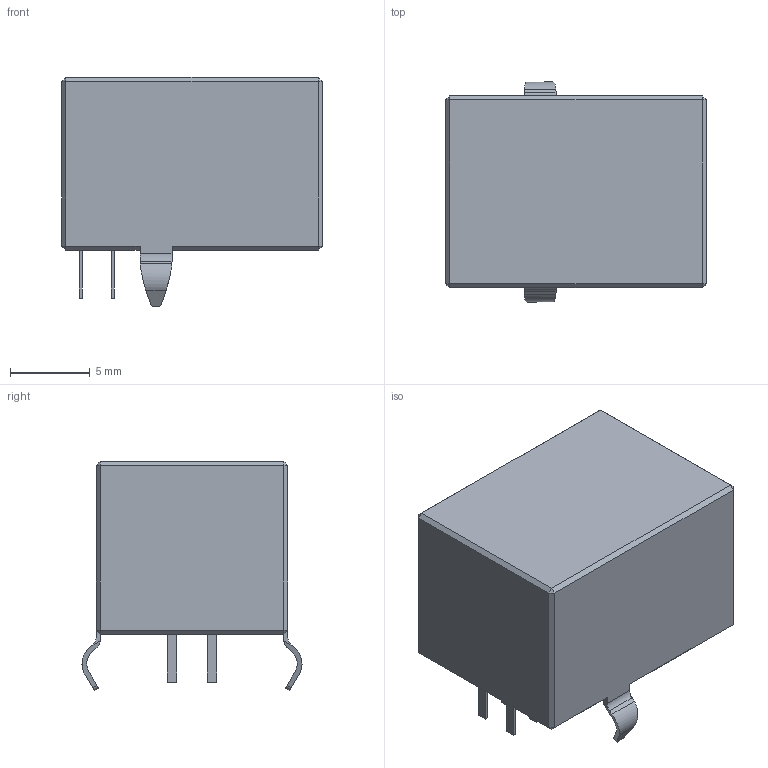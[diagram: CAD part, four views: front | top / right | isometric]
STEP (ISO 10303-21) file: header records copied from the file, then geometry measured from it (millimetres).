
FILE_DESCRIPTION(/* description */ (''),/* implementation_level */ '2;1');
FILE_NAME(/* name */ 'USB-B.step',/* time_stamp */ '2020-08-29T17:44:12+02:00',/* author */ (''),/* organization */ (''),/* preprocessor_version */ 'ST-DEVELOPER v18.1',/* originating_system */ 'Autodesk Translation Framework v9.3.0.1241',/* authorisation */ '');
FILE_SCHEMA (('AUTOMOTIVE_DESIGN { 1 0 10303 214 3 1 1 }'));
Length unit declared in the file: millimetre
Products named in the file (1): USB-B
Bounding box: 16.3 x 13.76 x 14.32 mm (x, y, z)
Volume: 1655.2 mm3; surface area: 1466.9 mm2
Topology: 1 solids, 1 shells, 102 faces, 248 edges, 154 vertices
Faces by surface type: plane 90, cylinder 12
Entity records: 2941 total; most frequent: CARTESIAN_POINT 505, ORIENTED_EDGE 496, DIRECTION 482, EDGE_CURVE 248, LINE 220, VECTOR 220, VERTEX_POINT 154, AXIS2_PLACEMENT_3D 131
